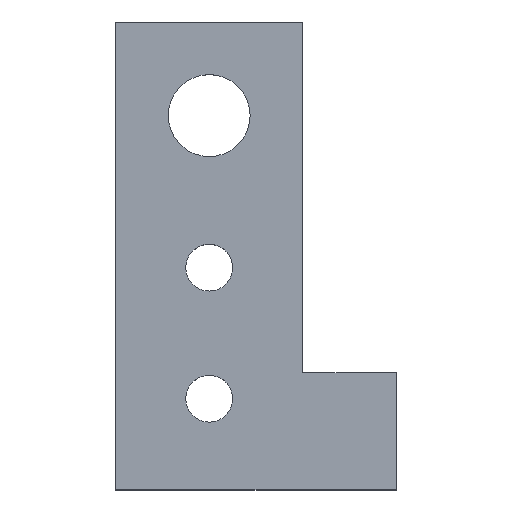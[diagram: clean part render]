
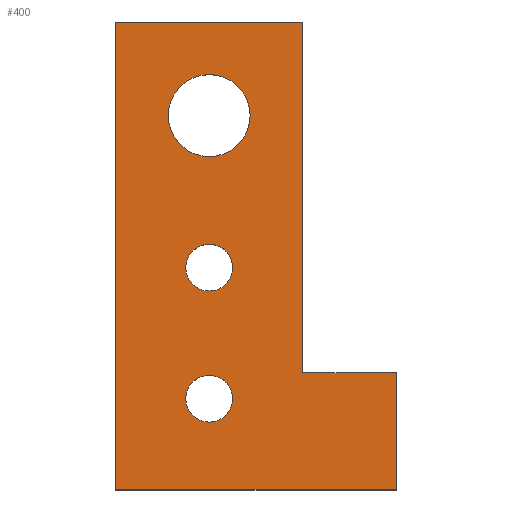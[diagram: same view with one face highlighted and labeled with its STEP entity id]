
A CAD part, top view. The second image highlights one B-rep face of the part: STEP entity #400.
In plain terms, the highlighted planar face has unit normal (0, 0, 1).
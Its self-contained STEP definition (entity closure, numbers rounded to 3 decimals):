
#3 = EDGE_LOOP ( 'NONE', ( #393, #284 ) ) ;
#5 = PLANE ( 'NONE',  #450 ) ;
#9 = AXIS2_PLACEMENT_3D ( 'NONE', #42, #196, #124 ) ;
#13 = EDGE_CURVE ( 'NONE', #35, #372, #360, .T. ) ;
#15 = DIRECTION ( 'NONE',  ( 1., 0., 0. ) ) ;
#29 = CARTESIAN_POINT ( 'NONE',  ( 8., 5., 0. ) ) ;
#35 = VERTEX_POINT ( 'NONE', #424 ) ;
#40 = CIRCLE ( 'NONE', #9, 1. ) ;
#42 = CARTESIAN_POINT ( 'NONE',  ( 4., 9.5, 0. ) ) ;
#51 = ORIENTED_EDGE ( 'NONE', *, *, #13, .T. ) ;
#52 = CARTESIAN_POINT ( 'NONE',  ( 12., 0., 0. ) ) ;
#53 = CARTESIAN_POINT ( 'NONE',  ( 3., 3.9, 0. ) ) ;
#58 = EDGE_CURVE ( 'NONE', #489, #415, #405, .T. ) ;
#59 = LINE ( 'NONE', #420, #473 ) ;
#61 = ORIENTED_EDGE ( 'NONE', *, *, #300, .T. ) ;
#74 = EDGE_CURVE ( 'NONE', #294, #98, #392, .T. ) ;
#75 = DIRECTION ( 'NONE',  ( 0., 0., 1. ) ) ;
#78 = DIRECTION ( 'NONE',  ( 1., 0., 0. ) ) ;
#93 = CARTESIAN_POINT ( 'NONE',  ( 2.25, 16., 0. ) ) ;
#98 = VERTEX_POINT ( 'NONE', #93 ) ;
#101 = EDGE_CURVE ( 'NONE', #372, #489, #209, .T. ) ;
#111 = EDGE_CURVE ( 'NONE', #415, #448, #173, .T. ) ;
#117 = EDGE_LOOP ( 'NONE', ( #51, #414, #217, #438, #226, #61 ) ) ;
#118 = EDGE_LOOP ( 'NONE', ( #387, #231 ) ) ;
#124 = DIRECTION ( 'NONE',  ( 1., 0., 0. ) ) ;
#132 = DIRECTION ( 'NONE',  ( 0., 0., 1. ) ) ;
#135 = CARTESIAN_POINT ( 'NONE',  ( 4., 3.9, 0. ) ) ;
#137 = EDGE_LOOP ( 'NONE', ( #142, #407 ) ) ;
#142 = ORIENTED_EDGE ( 'NONE', *, *, #295, .F. ) ;
#145 = FACE_OUTER_BOUND ( 'NONE', #117, .T. ) ;
#159 = DIRECTION ( 'NONE',  ( 0., 0., 1. ) ) ;
#165 = DIRECTION ( 'NONE',  ( 0., -1., 0. ) ) ;
#167 = CARTESIAN_POINT ( 'NONE',  ( 0., 0., 0. ) ) ;
#170 = DIRECTION ( 'NONE',  ( 0., 1., 0. ) ) ;
#171 = DIRECTION ( 'NONE',  ( 1., 0., 0. ) ) ;
#173 = LINE ( 'NONE', #364, #322 ) ;
#181 = VERTEX_POINT ( 'NONE', #228 ) ;
#196 = DIRECTION ( 'NONE',  ( 0., 0., 1. ) ) ;
#197 = CIRCLE ( 'NONE', #410, 1.75 ) ;
#202 = VERTEX_POINT ( 'NONE', #230 ) ;
#209 = LINE ( 'NONE', #297, #272 ) ;
#213 = EDGE_CURVE ( 'NONE', #448, #377, #356, .T. ) ;
#214 = CARTESIAN_POINT ( 'NONE',  ( 12., 0., 0. ) ) ;
#217 = ORIENTED_EDGE ( 'NONE', *, *, #58, .T. ) ;
#224 = VERTEX_POINT ( 'NONE', #484 ) ;
#226 = ORIENTED_EDGE ( 'NONE', *, *, #213, .T. ) ;
#227 = AXIS2_PLACEMENT_3D ( 'NONE', #135, #260, #369 ) ;
#228 = CARTESIAN_POINT ( 'NONE',  ( 5., 9.5, 0. ) ) ;
#230 = CARTESIAN_POINT ( 'NONE',  ( 5., 3.9, 0. ) ) ;
#231 = ORIENTED_EDGE ( 'NONE', *, *, #457, .F. ) ;
#237 = CIRCLE ( 'NONE', #305, 1. ) ;
#256 = CARTESIAN_POINT ( 'NONE',  ( 4., 3.9, 0. ) ) ;
#259 = CARTESIAN_POINT ( 'NONE',  ( 4., 16., 0. ) ) ;
#260 = DIRECTION ( 'NONE',  ( 0., 0., 1. ) ) ;
#262 = VECTOR ( 'NONE', #306, 1000. ) ;
#272 = VECTOR ( 'NONE', #287, 1000. ) ;
#278 = DIRECTION ( 'NONE',  ( 1., 0., 0. ) ) ;
#281 = DIRECTION ( 'NONE',  ( -1., 0., 0. ) ) ;
#283 = CARTESIAN_POINT ( 'NONE',  ( 0., 0., 0. ) ) ;
#284 = ORIENTED_EDGE ( 'NONE', *, *, #286, .F. ) ;
#285 = CARTESIAN_POINT ( 'NONE',  ( 0., 0., 0. ) ) ;
#286 = EDGE_CURVE ( 'NONE', #98, #294, #197, .T. ) ;
#287 = DIRECTION ( 'NONE',  ( 1., 0., 0. ) ) ;
#293 = CARTESIAN_POINT ( 'NONE',  ( 8., 5., 0. ) ) ;
#294 = VERTEX_POINT ( 'NONE', #442 ) ;
#295 = EDGE_CURVE ( 'NONE', #181, #224, #40, .T. ) ;
#297 = CARTESIAN_POINT ( 'NONE',  ( 0., 0., 0. ) ) ;
#300 = EDGE_CURVE ( 'NONE', #377, #35, #59, .T. ) ;
#302 = CIRCLE ( 'NONE', #227, 1. ) ;
#305 = AXIS2_PLACEMENT_3D ( 'NONE', #320, #159, #278 ) ;
#306 = DIRECTION ( 'NONE',  ( 0., 1., 0. ) ) ;
#309 = VECTOR ( 'NONE', #170, 1000. ) ;
#318 = EDGE_CURVE ( 'NONE', #224, #181, #237, .T. ) ;
#320 = CARTESIAN_POINT ( 'NONE',  ( 4., 9.5, 0. ) ) ;
#321 = DIRECTION ( 'NONE',  ( 0., 0., -1. ) ) ;
#322 = VECTOR ( 'NONE', #327, 1000. ) ;
#324 = CARTESIAN_POINT ( 'NONE',  ( 4., 16., 0. ) ) ;
#327 = DIRECTION ( 'NONE',  ( -1., 0., 0. ) ) ;
#356 = LINE ( 'NONE', #29, #262 ) ;
#360 = LINE ( 'NONE', #167, #426 ) ;
#363 = CARTESIAN_POINT ( 'NONE',  ( 12., 5., 0. ) ) ;
#364 = CARTESIAN_POINT ( 'NONE',  ( 8., 5., 0. ) ) ;
#369 = DIRECTION ( 'NONE',  ( 1., 0., 0. ) ) ;
#372 = VERTEX_POINT ( 'NONE', #283 ) ;
#377 = VERTEX_POINT ( 'NONE', #460 ) ;
#379 = FACE_BOUND ( 'NONE', #3, .T. ) ;
#387 = ORIENTED_EDGE ( 'NONE', *, *, #416, .F. ) ;
#392 = CIRCLE ( 'NONE', #394, 1.75 ) ;
#393 = ORIENTED_EDGE ( 'NONE', *, *, #74, .F. ) ;
#394 = AXIS2_PLACEMENT_3D ( 'NONE', #259, #470, #15 ) ;
#400 = ADVANCED_FACE ( 'NONE', ( #455, #446, #379, #145 ), #5, .F. ) ;
#405 = LINE ( 'NONE', #52, #309 ) ;
#407 = ORIENTED_EDGE ( 'NONE', *, *, #318, .F. ) ;
#410 = AXIS2_PLACEMENT_3D ( 'NONE', #324, #75, #78 ) ;
#414 = ORIENTED_EDGE ( 'NONE', *, *, #101, .T. ) ;
#415 = VERTEX_POINT ( 'NONE', #363 ) ;
#416 = EDGE_CURVE ( 'NONE', #202, #421, #487, .T. ) ;
#420 = CARTESIAN_POINT ( 'NONE',  ( 0., 20., 0. ) ) ;
#421 = VERTEX_POINT ( 'NONE', #53 ) ;
#424 = CARTESIAN_POINT ( 'NONE',  ( 0., 20., 0. ) ) ;
#426 = VECTOR ( 'NONE', #165, 1000. ) ;
#431 = DIRECTION ( 'NONE',  ( -1., 0., 0. ) ) ;
#438 = ORIENTED_EDGE ( 'NONE', *, *, #111, .T. ) ;
#442 = CARTESIAN_POINT ( 'NONE',  ( 5.75, 16., 0. ) ) ;
#446 = FACE_BOUND ( 'NONE', #137, .T. ) ;
#448 = VERTEX_POINT ( 'NONE', #293 ) ;
#450 = AXIS2_PLACEMENT_3D ( 'NONE', #285, #321, #431 ) ;
#455 = FACE_BOUND ( 'NONE', #118, .T. ) ;
#457 = EDGE_CURVE ( 'NONE', #421, #202, #302, .T. ) ;
#460 = CARTESIAN_POINT ( 'NONE',  ( 8., 20., 0. ) ) ;
#470 = DIRECTION ( 'NONE',  ( 0., 0., 1. ) ) ;
#473 = VECTOR ( 'NONE', #281, 1000. ) ;
#474 = AXIS2_PLACEMENT_3D ( 'NONE', #256, #132, #171 ) ;
#484 = CARTESIAN_POINT ( 'NONE',  ( 3., 9.5, 0. ) ) ;
#487 = CIRCLE ( 'NONE', #474, 1. ) ;
#489 = VERTEX_POINT ( 'NONE', #214 ) ;
